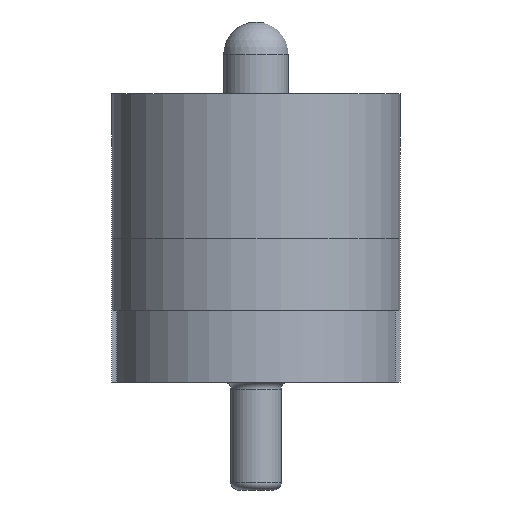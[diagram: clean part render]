
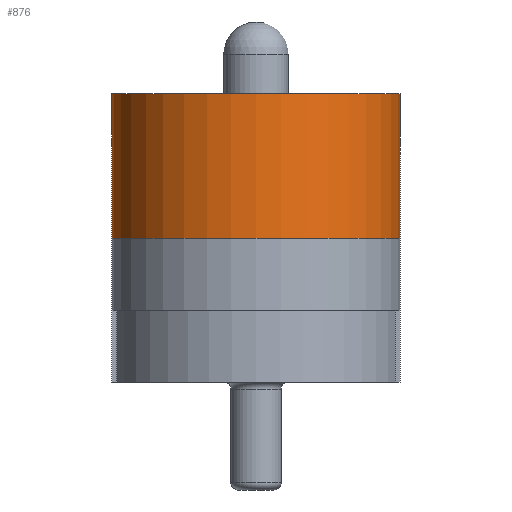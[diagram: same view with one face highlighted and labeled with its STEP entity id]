
A CAD part, left-side view. The second image highlights one B-rep face of the part: STEP entity #876.
In plain terms, the highlighted cylindrical face has radius 2 mm (diameter 4 mm), a partial arc.
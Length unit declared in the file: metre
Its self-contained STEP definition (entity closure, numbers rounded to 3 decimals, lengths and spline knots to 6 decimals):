
#18=LINE('',#1437,#70);
#44=LINE('',#1522,#96);
#70=VECTOR('',#1164,1.);
#96=VECTOR('',#1234,1.);
#169=CYLINDRICAL_SURFACE('',#1012,0.002);
#274=ORIENTED_EDGE('',*,*,#464,.T.);
#275=ORIENTED_EDGE('',*,*,#468,.T.);
#276=ORIENTED_EDGE('',*,*,#422,.F.);
#277=ORIENTED_EDGE('',*,*,#469,.F.);
#422=EDGE_CURVE('',#528,#529,#18,.T.);
#464=EDGE_CURVE('',#566,#565,#44,.T.);
#468=EDGE_CURVE('',#565,#529,#618,.T.);
#469=EDGE_CURVE('',#566,#528,#619,.T.);
#528=VERTEX_POINT('',#1436);
#529=VERTEX_POINT('',#1438);
#565=VERTEX_POINT('',#1521);
#566=VERTEX_POINT('',#1523);
#618=CIRCLE('',#1013,0.002);
#619=CIRCLE('',#1014,0.002);
#680=EDGE_LOOP('',(#274,#275,#276,#277));
#774=FACE_BOUND('',#680,.T.);
#876=ADVANCED_FACE('',(#774),#169,.T.);
#1012=AXIS2_PLACEMENT_3D('',#1528,#1238,#1239);
#1013=AXIS2_PLACEMENT_3D('',#1529,#1240,#1241);
#1014=AXIS2_PLACEMENT_3D('',#1530,#1242,#1243);
#1164=DIRECTION('',(0.,0.,-1.));
#1234=DIRECTION('',(0.,0.,-1.));
#1238=DIRECTION('',(0.,0.,-1.));
#1239=DIRECTION('',(-1.,0.,0.));
#1240=DIRECTION('',(0.,0.,1.));
#1241=DIRECTION('',(1.,0.,0.));
#1242=DIRECTION('',(0.,0.,1.));
#1243=DIRECTION('',(1.,0.,0.));
#1436=CARTESIAN_POINT('',(-0.00805,-0.002,0.004));
#1437=CARTESIAN_POINT('',(-0.00805,-0.002,0.004));
#1438=CARTESIAN_POINT('',(-0.00805,-0.002,0.002));
#1521=CARTESIAN_POINT('',(-0.00805,0.002,0.002));
#1522=CARTESIAN_POINT('',(-0.00805,0.002,0.004));
#1523=CARTESIAN_POINT('',(-0.00805,0.002,0.004));
#1528=CARTESIAN_POINT('',(-0.00805,0.,0.004));
#1529=CARTESIAN_POINT('',(-0.00805,0.,0.002));
#1530=CARTESIAN_POINT('',(-0.00805,0.,0.004));
